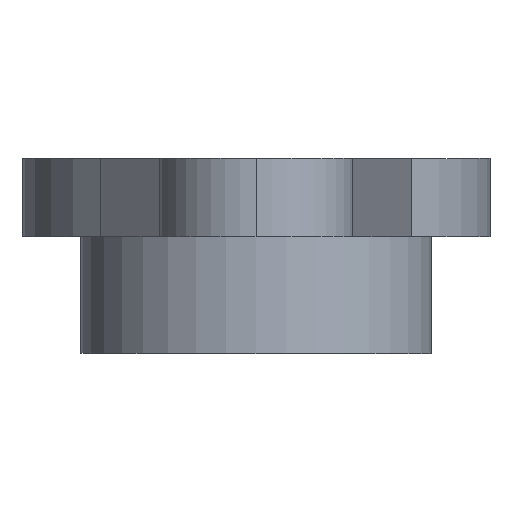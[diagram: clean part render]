
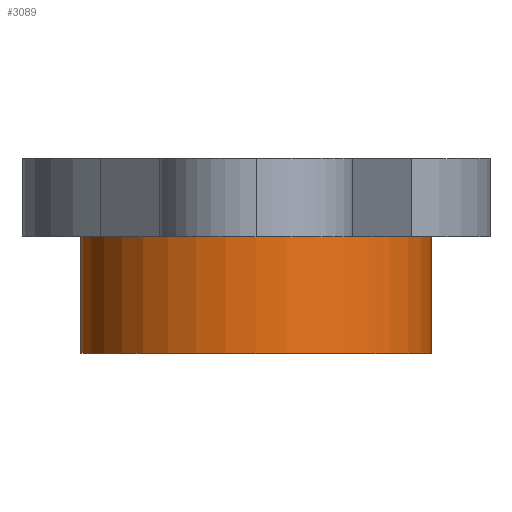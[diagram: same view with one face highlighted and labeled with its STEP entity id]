
A CAD part, front view. The second image highlights one B-rep face of the part: STEP entity #3089.
In plain terms, the highlighted cylindrical face has radius 4.5 mm (diameter 9 mm), a full revolution.
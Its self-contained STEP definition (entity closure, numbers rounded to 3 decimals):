
#266=FACE_OUTER_BOUND('',#445,.T.);
#445=EDGE_LOOP('',(#2710,#2711,#2712,#2713));
#736=LINE('',#5272,#1023);
#1023=VECTOR('',#4354,4.5);
#1170=CIRCLE('',#3383,4.5);
#1189=CIRCLE('',#3425,4.5);
#1468=VERTEX_POINT('',#5182);
#1491=VERTEX_POINT('',#5270);
#1899=EDGE_CURVE('',#1468,#1468,#1170,.T.);
#1941=EDGE_CURVE('',#1491,#1491,#1189,.T.);
#1942=EDGE_CURVE('',#1491,#1468,#736,.T.);
#2710=ORIENTED_EDGE('',*,*,#1941,.F.);
#2711=ORIENTED_EDGE('',*,*,#1942,.T.);
#2712=ORIENTED_EDGE('',*,*,#1899,.T.);
#2713=ORIENTED_EDGE('',*,*,#1942,.F.);
#2933=CYLINDRICAL_SURFACE('',#3424,4.5);
#3089=ADVANCED_FACE('',(#266),#2933,.T.);
#3383=AXIS2_PLACEMENT_3D('',#5183,#4245,#4246);
#3424=AXIS2_PLACEMENT_3D('',#5269,#4350,#4351);
#3425=AXIS2_PLACEMENT_3D('',#5271,#4352,#4353);
#4245=DIRECTION('center_axis',(0.,0.,-1.));
#4246=DIRECTION('ref_axis',(1.,0.,0.));
#4350=DIRECTION('center_axis',(0.,0.,-1.));
#4351=DIRECTION('ref_axis',(1.,0.,0.));
#4352=DIRECTION('center_axis',(0.,0.,-1.));
#4353=DIRECTION('ref_axis',(1.,0.,0.));
#4354=DIRECTION('',(0.,0.,1.));
#5182=CARTESIAN_POINT('',(-4.5,0.,-1.5));
#5183=CARTESIAN_POINT('Origin',(0.,0.,-1.5));
#5269=CARTESIAN_POINT('Origin',(0.,0.,0.));
#5270=CARTESIAN_POINT('',(-4.5,0.,-4.5));
#5271=CARTESIAN_POINT('Origin',(0.,0.,-4.5));
#5272=CARTESIAN_POINT('',(-4.5,0.,0.));
